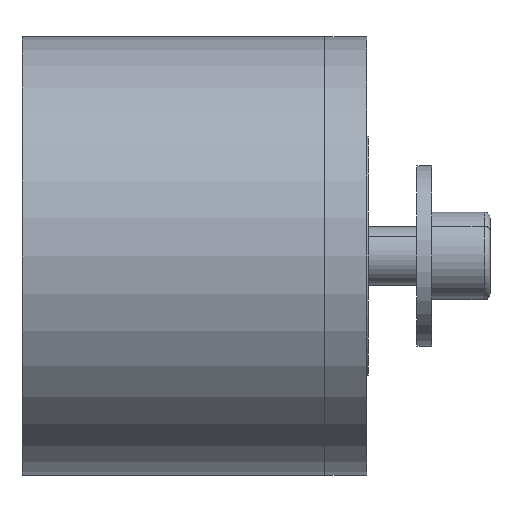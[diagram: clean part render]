
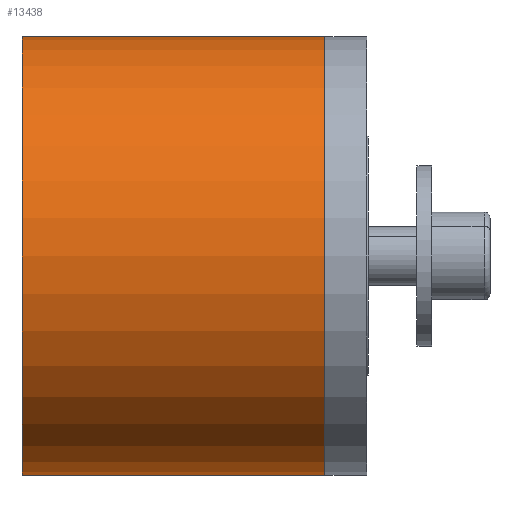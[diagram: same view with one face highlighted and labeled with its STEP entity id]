
A CAD part, front view. The second image highlights one B-rep face of the part: STEP entity #13438.
In plain terms, the highlighted cylindrical face has radius 45 mm (diameter 90 mm), a partial arc.
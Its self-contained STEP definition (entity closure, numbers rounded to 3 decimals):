
#341 = DIRECTION ( 'NONE',  ( -1., 0., 0. ) ) ;
#524 = ORIENTED_EDGE ( 'NONE', *, *, #14524, .T. ) ;
#719 = VERTEX_POINT ( 'NONE', #2477 ) ;
#991 = DIRECTION ( 'NONE',  ( -1., 0., 0. ) ) ;
#1334 = DIRECTION ( 'NONE',  ( 0., 0., 1. ) ) ;
#1572 = VERTEX_POINT ( 'NONE', #13173 ) ;
#2477 = CARTESIAN_POINT ( 'NONE',  ( 0., 0., -45. ) ) ;
#2836 = CIRCLE ( 'NONE', #3090, 45. ) ;
#3090 = AXIS2_PLACEMENT_3D ( 'NONE', #9780, #8499, #10879 ) ;
#3544 = CARTESIAN_POINT ( 'NONE',  ( -39.259, 0., 0. ) ) ;
#4244 = AXIS2_PLACEMENT_3D ( 'NONE', #3544, #9558, #1334 ) ;
#4341 = CARTESIAN_POINT ( 'NONE',  ( -39.259, 0., -45. ) ) ;
#4747 = ORIENTED_EDGE ( 'NONE', *, *, #7559, .F. ) ;
#5380 = CYLINDRICAL_SURFACE ( 'NONE', #4244, 45. ) ;
#6112 = FACE_OUTER_BOUND ( 'NONE', #11838, .T. ) ;
#7223 = CARTESIAN_POINT ( 'NONE',  ( 62., 0., 0. ) ) ;
#7559 = EDGE_CURVE ( 'NONE', #719, #1572, #2836, .T. ) ;
#8351 = DIRECTION ( 'NONE',  ( -1., 0., 0. ) ) ;
#8499 = DIRECTION ( 'NONE',  ( -1., 0., 0. ) ) ;
#9050 = VECTOR ( 'NONE', #341, 1000. ) ;
#9495 = VERTEX_POINT ( 'NONE', #14261 ) ;
#9540 = DIRECTION ( 'NONE',  ( 0., 0., 1. ) ) ;
#9558 = DIRECTION ( 'NONE',  ( -1., 0., 0. ) ) ;
#9780 = CARTESIAN_POINT ( 'NONE',  ( 0., 0., 0. ) ) ;
#10879 = DIRECTION ( 'NONE',  ( 0., 0., 1. ) ) ;
#11252 = AXIS2_PLACEMENT_3D ( 'NONE', #7223, #8351, #9540 ) ;
#11673 = CARTESIAN_POINT ( 'NONE',  ( 62., 0., -45. ) ) ;
#11838 = EDGE_LOOP ( 'NONE', ( #12558, #13336, #524, #4747 ) ) ;
#11845 = LINE ( 'NONE', #12105, #9050 ) ;
#12105 = CARTESIAN_POINT ( 'NONE',  ( -39.259, 0., 45. ) ) ;
#12558 = ORIENTED_EDGE ( 'NONE', *, *, #12587, .F. ) ;
#12587 = EDGE_CURVE ( 'NONE', #14984, #719, #12987, .T. ) ;
#12987 = LINE ( 'NONE', #4341, #14830 ) ;
#13173 = CARTESIAN_POINT ( 'NONE',  ( 0., 0., 45. ) ) ;
#13336 = ORIENTED_EDGE ( 'NONE', *, *, #14118, .T. ) ;
#13438 = ADVANCED_FACE ( 'NONE', ( #6112 ), #5380, .T. ) ;
#13892 = CIRCLE ( 'NONE', #11252, 45. ) ;
#14118 = EDGE_CURVE ( 'NONE', #14984, #9495, #13892, .T. ) ;
#14261 = CARTESIAN_POINT ( 'NONE',  ( 62., 0., 45. ) ) ;
#14524 = EDGE_CURVE ( 'NONE', #9495, #1572, #11845, .T. ) ;
#14830 = VECTOR ( 'NONE', #991, 1000. ) ;
#14984 = VERTEX_POINT ( 'NONE', #11673 ) ;
